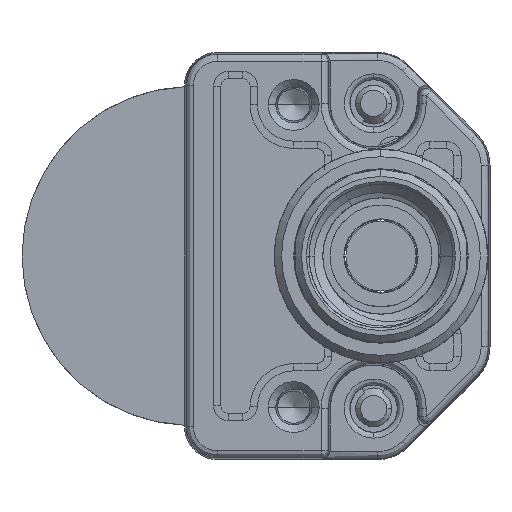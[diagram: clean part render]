
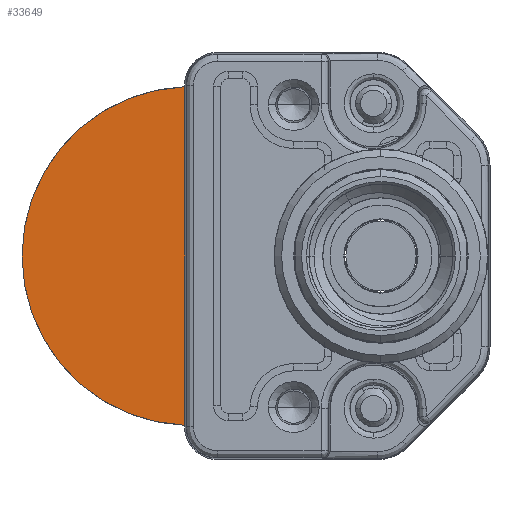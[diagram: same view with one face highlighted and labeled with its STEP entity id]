
A CAD part, left-side view. The second image highlights one B-rep face of the part: STEP entity #33649.
In plain terms, the highlighted planar face has unit normal (-1, 0, 0).
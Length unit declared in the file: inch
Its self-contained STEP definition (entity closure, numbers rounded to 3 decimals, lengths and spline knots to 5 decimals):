
#8493=DIRECTION('',(0.,0.,1.));
#8494=VECTOR('',#8493,0.91659);
#8495=CARTESIAN_POINT('',(0.,0.82677,-0.4583));
#8496=LINE('',#8495,#8494);
#8497=CARTESIAN_POINT('',(0.,0.80846,0.));
#8498=DIRECTION('',(-1.,0.,0.));
#8499=DIRECTION('',(0.,0.04,0.999));
#8500=AXIS2_PLACEMENT_3D('',#8497,#8498,#8499);
#21056=CARTESIAN_POINT('',(0.,0.82677,-0.4583));
#21057=CARTESIAN_POINT('',(0.,0.82677,0.4583));
#21058=VERTEX_POINT('',#21056);
#21059=VERTEX_POINT('',#21057);
#33639=CARTESIAN_POINT('',(0.,0.74941,0.));
#33640=DIRECTION('',(-1.,0.,0.));
#33641=DIRECTION('',(0.,0.,1.));
#33642=AXIS2_PLACEMENT_3D('',#33639,#33640,#33641);
#33643=PLANE('',#33642);
#33644=ORIENTED_EDGE('',*,*,#33627,.F.);
#33646=ORIENTED_EDGE('',*,*,#33645,.F.);
#33647=EDGE_LOOP('',(#33644,#33646));
#33648=FACE_OUTER_BOUND('',#33647,.F.);
#33649=ADVANCED_FACE('',(#33648),#33643,.T.);
#8501=CIRCLE('',#8500,0.45866);
#33627=EDGE_CURVE('',#21058,#21059,#8496,.T.);
#33645=EDGE_CURVE('',#21059,#21058,#8501,.T.);
